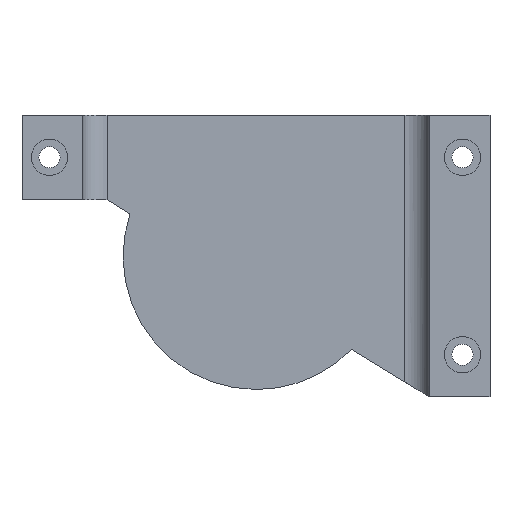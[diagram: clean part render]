
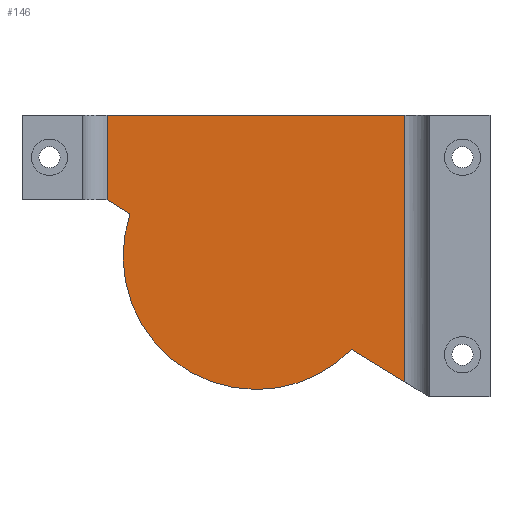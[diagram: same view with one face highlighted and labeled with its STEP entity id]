
A CAD part, front view. The second image highlights one B-rep face of the part: STEP entity #146.
In plain terms, the highlighted planar face has unit normal (0, -1, 0).
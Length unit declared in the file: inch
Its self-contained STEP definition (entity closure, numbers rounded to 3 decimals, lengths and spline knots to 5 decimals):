
#15 = CIRCLE ( 'NONE', #1111, 0.54842 ) ;
#60 = DIRECTION ( 'NONE',  ( 0., 1., 0. ) ) ;
#62 = CARTESIAN_POINT ( 'NONE',  ( -0.61315, 0.17833, 0.23148 ) ) ;
#66 = DIRECTION ( 'NONE',  ( 0., 1., 0. ) ) ;
#84 = VERTEX_POINT ( 'NONE', #701 ) ;
#121 = EDGE_CURVE ( 'NONE', #605, #1045, #595, .T. ) ;
#122 = DIRECTION ( 'NONE',  ( 0., 1., 0. ) ) ;
#134 = CARTESIAN_POINT ( 'NONE',  ( 0.61315, 0.17833, 0.5795 ) ) ;
#139 = VERTEX_POINT ( 'NONE', #62 ) ;
#146 = ADVANCED_FACE ( 'NONE', ( #1174 ), #527, .F. ) ;
#150 = EDGE_CURVE ( 'NONE', #722, #680, #721, .T. ) ;
#173 = VECTOR ( 'NONE', #860, 39.37008 ) ;
#182 = VECTOR ( 'NONE', #231, 39.37008 ) ;
#204 = AXIS2_PLACEMENT_3D ( 'NONE', #995, #60, #992 ) ;
#225 = CARTESIAN_POINT ( 'NONE',  ( -0.61315, 0.17833, 0.5795 ) ) ;
#228 = CARTESIAN_POINT ( 'NONE',  ( 0.39363, 0.17833, -0.38413 ) ) ;
#231 = DIRECTION ( 'NONE',  ( 0., 0., -1. ) ) ;
#307 = CARTESIAN_POINT ( 'NONE',  ( -0.76804, 0.17833, 0.32619 ) ) ;
#329 = LINE ( 'NONE', #307, #173 ) ;
#330 = ORIENTED_EDGE ( 'NONE', *, *, #150, .F. ) ;
#342 = DIRECTION ( 'NONE',  ( 0., 0., 1. ) ) ;
#434 = EDGE_CURVE ( 'NONE', #648, #722, #15, .T. ) ;
#455 = EDGE_CURVE ( 'NONE', #680, #139, #663, .T. ) ;
#489 = VECTOR ( 'NONE', #1140, 39.37008 ) ;
#527 = PLANE ( 'NONE',  #733 ) ;
#554 = EDGE_CURVE ( 'NONE', #1045, #648, #329, .T. ) ;
#566 = EDGE_CURVE ( 'NONE', #84, #139, #1146, .T. ) ;
#582 = DIRECTION ( 'NONE',  ( 0., 0., 1. ) ) ;
#595 = LINE ( 'NONE', #622, #182 ) ;
#605 = VERTEX_POINT ( 'NONE', #134 ) ;
#622 = CARTESIAN_POINT ( 'NONE',  ( 0.61315, 0.17833, 0.5795 ) ) ;
#648 = VERTEX_POINT ( 'NONE', #228 ) ;
#653 = ORIENTED_EDGE ( 'NONE', *, *, #434, .F. ) ;
#658 = ORIENTED_EDGE ( 'NONE', *, *, #554, .F. ) ;
#663 = LINE ( 'NONE', #1036, #972 ) ;
#676 = ORIENTED_EDGE ( 'NONE', *, *, #1051, .F. ) ;
#680 = VERTEX_POINT ( 'NONE', #1065 ) ;
#681 = ORIENTED_EDGE ( 'NONE', *, *, #455, .F. ) ;
#699 = CARTESIAN_POINT ( 'NONE',  ( -0.61315, 0.17833, 0.5795 ) ) ;
#701 = CARTESIAN_POINT ( 'NONE',  ( -0.61315, 0.17833, 0.5795 ) ) ;
#721 = CIRCLE ( 'NONE', #204, 0.54842 ) ;
#722 = VERTEX_POINT ( 'NONE', #1158 ) ;
#733 = AXIS2_PLACEMENT_3D ( 'NONE', #699, #66, #342 ) ;
#805 = DIRECTION ( 'NONE',  ( 1., 0., 0. ) ) ;
#860 = DIRECTION ( 'NONE',  ( -0.853, 0., 0.522 ) ) ;
#952 = DIRECTION ( 'NONE',  ( -0.853, 0., 0.522 ) ) ;
#972 = VECTOR ( 'NONE', #952, 39.37008 ) ;
#988 = CARTESIAN_POINT ( 'NONE',  ( 0.61315, 0.17833, -0.51835 ) ) ;
#992 = DIRECTION ( 'NONE',  ( 0., 0., 1. ) ) ;
#995 = CARTESIAN_POINT ( 'NONE',  ( 0.00113, 0.17833, -0.0011 ) ) ;
#1000 = LINE ( 'NONE', #225, #1040 ) ;
#1036 = CARTESIAN_POINT ( 'NONE',  ( -0.76804, 0.17833, 0.32619 ) ) ;
#1040 = VECTOR ( 'NONE', #805, 39.37008 ) ;
#1045 = VERTEX_POINT ( 'NONE', #988 ) ;
#1051 = EDGE_CURVE ( 'NONE', #84, #605, #1000, .T. ) ;
#1065 = CARTESIAN_POINT ( 'NONE',  ( -0.51868, 0.17833, 0.17372 ) ) ;
#1101 = EDGE_LOOP ( 'NONE', ( #681, #330, #653, #658, #1133, #676, #1108 ) ) ;
#1108 = ORIENTED_EDGE ( 'NONE', *, *, #566, .T. ) ;
#1111 = AXIS2_PLACEMENT_3D ( 'NONE', #1126, #122, #582 ) ;
#1126 = CARTESIAN_POINT ( 'NONE',  ( 0.00113, 0.17833, -0.0011 ) ) ;
#1133 = ORIENTED_EDGE ( 'NONE', *, *, #121, .F. ) ;
#1135 = CARTESIAN_POINT ( 'NONE',  ( -0.61315, 0.17833, 0.5795 ) ) ;
#1140 = DIRECTION ( 'NONE',  ( 0., 0., -1. ) ) ;
#1146 = LINE ( 'NONE', #1135, #489 ) ;
#1158 = CARTESIAN_POINT ( 'NONE',  ( 0.00113, 0.17833, -0.54952 ) ) ;
#1174 = FACE_OUTER_BOUND ( 'NONE', #1101, .T. ) ;
